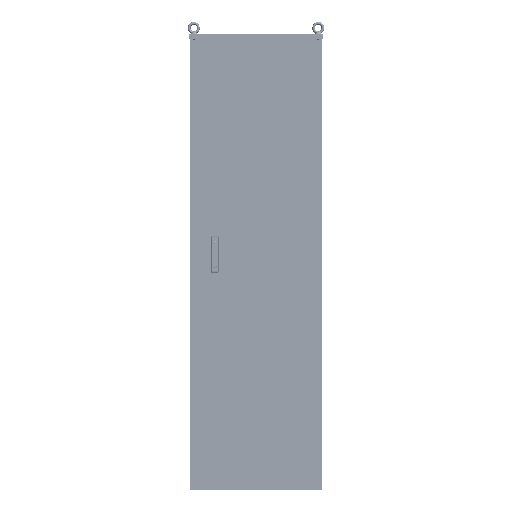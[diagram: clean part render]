
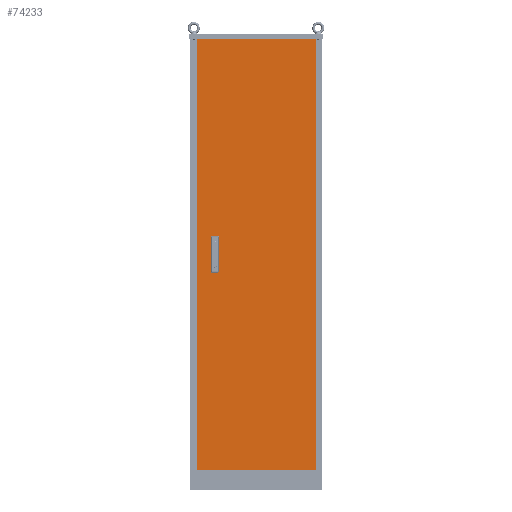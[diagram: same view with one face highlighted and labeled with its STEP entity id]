
A CAD part, top view. The second image highlights one B-rep face of the part: STEP entity #74233.
In plain terms, the highlighted planar face has unit normal (0, 0, 1).
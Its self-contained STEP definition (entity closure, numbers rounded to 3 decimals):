
#4142 = ORIENTED_EDGE ( 'NONE', *, *, #8474, .F. ) ;
#5026 = DIRECTION ( 'NONE',  ( 0., 0., 1. ) ) ;
#5680 = CARTESIAN_POINT ( 'NONE',  ( -471., 75.25, 1.5 ) ) ;
#6597 = LINE ( 'NONE', #70753, #27974 ) ;
#8115 = CARTESIAN_POINT ( 'NONE',  ( -471., 24.75, 1.5 ) ) ;
#8474 = EDGE_CURVE ( 'NONE', #79124, #91169, #72319, .T. ) ;
#8867 = EDGE_CURVE ( 'NONE', #90163, #56260, #20666, .T. ) ;
#11552 = DIRECTION ( 'NONE',  ( 1., 0., 0. ) ) ;
#14520 = CARTESIAN_POINT ( 'NONE',  ( -445.5, -75.25, 1.5 ) ) ;
#16946 = ORIENTED_EDGE ( 'NONE', *, *, #8867, .T. ) ;
#18006 = EDGE_CURVE ( 'NONE', #37983, #68118, #44700, .T. ) ;
#19094 = DIRECTION ( 'NONE',  ( 1., 0., 0. ) ) ;
#19876 = EDGE_LOOP ( 'NONE', ( #88690, #25661, #43219, #16946 ) ) ;
#20666 = LINE ( 'NONE', #82200, #82289 ) ;
#21405 = EDGE_LOOP ( 'NONE', ( #45176, #91825, #88679, #78358 ) ) ;
#22519 = VERTEX_POINT ( 'NONE', #34550 ) ;
#24190 = EDGE_CURVE ( 'NONE', #62043, #22519, #80466, .T. ) ;
#24999 = CARTESIAN_POINT ( 'NONE',  ( -445.5, 75.25, 1.5 ) ) ;
#25661 = ORIENTED_EDGE ( 'NONE', *, *, #59947, .T. ) ;
#25972 = DIRECTION ( 'NONE',  ( -1., 0., 0. ) ) ;
#27974 = VECTOR ( 'NONE', #30677, 1000. ) ;
#28828 = CARTESIAN_POINT ( 'NONE',  ( -471., -24.75, 1.5 ) ) ;
#30009 = VECTOR ( 'NONE', #19094, 1000. ) ;
#30401 = EDGE_LOOP ( 'NONE', ( #58393, #90535, #96861, #4142 ) ) ;
#30677 = DIRECTION ( 'NONE',  ( 0., -1., 0. ) ) ;
#32356 = LINE ( 'NONE', #33055, #51206 ) ;
#33055 = CARTESIAN_POINT ( 'NONE',  ( 0., 978.5, 1.5 ) ) ;
#34550 = CARTESIAN_POINT ( 'NONE',  ( -445.5, 24.75, 1.5 ) ) ;
#35402 = CARTESIAN_POINT ( 'NONE',  ( -445.5, -24.75, 1.5 ) ) ;
#35829 = CARTESIAN_POINT ( 'NONE',  ( -471., -24.75, 1.5 ) ) ;
#37983 = VERTEX_POINT ( 'NONE', #74387 ) ;
#39717 = CARTESIAN_POINT ( 'NONE',  ( -471., 75.25, 1.5 ) ) ;
#40845 = EDGE_CURVE ( 'NONE', #72724, #90163, #32356, .T. ) ;
#41016 = EDGE_CURVE ( 'NONE', #43864, #88217, #44870, .T. ) ;
#42360 = VECTOR ( 'NONE', #11552, 1000. ) ;
#42545 = EDGE_CURVE ( 'NONE', #68118, #62043, #50808, .T. ) ;
#43049 = CARTESIAN_POINT ( 'NONE',  ( -471., 24.75, 1.5 ) ) ;
#43219 = ORIENTED_EDGE ( 'NONE', *, *, #40845, .T. ) ;
#43864 = VERTEX_POINT ( 'NONE', #102090 ) ;
#44498 = VECTOR ( 'NONE', #102393, 1000. ) ;
#44700 = LINE ( 'NONE', #5680, #84904 ) ;
#44870 = LINE ( 'NONE', #75526, #42360 ) ;
#45116 = CARTESIAN_POINT ( 'NONE',  ( -471., 75.25, 1.5 ) ) ;
#45176 = ORIENTED_EDGE ( 'NONE', *, *, #24190, .F. ) ;
#45534 = CARTESIAN_POINT ( 'NONE',  ( 0., 978.5, 1.5 ) ) ;
#47012 = LINE ( 'NONE', #54261, #44498 ) ;
#50808 = LINE ( 'NONE', #45116, #88514 ) ;
#50935 = VECTOR ( 'NONE', #53081, 1000. ) ;
#51087 = CARTESIAN_POINT ( 'NONE',  ( -540., -978.5, 1.5 ) ) ;
#51108 = DIRECTION ( 'NONE',  ( 1., 0., 0. ) ) ;
#51206 = VECTOR ( 'NONE', #97324, 1000. ) ;
#51390 = LINE ( 'NONE', #51087, #30009 ) ;
#53081 = DIRECTION ( 'NONE',  ( -1., 0., 0. ) ) ;
#53155 = DIRECTION ( 'NONE',  ( 0., -1., 0. ) ) ;
#54261 = CARTESIAN_POINT ( 'NONE',  ( -445.5, -75.25, 1.5 ) ) ;
#56260 = VERTEX_POINT ( 'NONE', #66538 ) ;
#56591 = VECTOR ( 'NONE', #51108, 1000. ) ;
#57331 = DIRECTION ( 'NONE',  ( 0., 1., 0. ) ) ;
#58393 = ORIENTED_EDGE ( 'NONE', *, *, #69458, .F. ) ;
#58453 = FACE_BOUND ( 'NONE', #30401, .T. ) ;
#59947 = EDGE_CURVE ( 'NONE', #97158, #72724, #51390, .T. ) ;
#61338 = DIRECTION ( 'NONE',  ( 1., 0., 0. ) ) ;
#61741 = CARTESIAN_POINT ( 'NONE',  ( -540., -978.5, 1.5 ) ) ;
#62043 = VERTEX_POINT ( 'NONE', #8115 ) ;
#66127 = CARTESIAN_POINT ( 'NONE',  ( 0., -978.5, 1.5 ) ) ;
#66538 = CARTESIAN_POINT ( 'NONE',  ( -540., 978.5, 1.5 ) ) ;
#68118 = VERTEX_POINT ( 'NONE', #39717 ) ;
#68843 = LINE ( 'NONE', #73383, #87664 ) ;
#69062 = PLANE ( 'NONE',  #69999 ) ;
#69458 = EDGE_CURVE ( 'NONE', #88217, #79124, #47012, .T. ) ;
#69999 = AXIS2_PLACEMENT_3D ( 'NONE', #101330, #5026, #61338 ) ;
#70753 = CARTESIAN_POINT ( 'NONE',  ( -471., -75.25, 1.5 ) ) ;
#70966 = LINE ( 'NONE', #24999, #87281 ) ;
#72319 = LINE ( 'NONE', #28828, #50935 ) ;
#72724 = VERTEX_POINT ( 'NONE', #66127 ) ;
#73383 = CARTESIAN_POINT ( 'NONE',  ( -540., 978.5, 1.5 ) ) ;
#74233 = ADVANCED_FACE ( 'NONE', ( #103674, #58453, #101133 ), #69062, .T. ) ;
#74387 = CARTESIAN_POINT ( 'NONE',  ( -445.5, 75.25, 1.5 ) ) ;
#75526 = CARTESIAN_POINT ( 'NONE',  ( -471., -75.25, 1.5 ) ) ;
#78358 = ORIENTED_EDGE ( 'NONE', *, *, #99290, .F. ) ;
#79124 = VERTEX_POINT ( 'NONE', #35402 ) ;
#80466 = LINE ( 'NONE', #43049, #56591 ) ;
#82200 = CARTESIAN_POINT ( 'NONE',  ( -540., 978.5, 1.5 ) ) ;
#82289 = VECTOR ( 'NONE', #25972, 1000. ) ;
#82989 = EDGE_CURVE ( 'NONE', #56260, #97158, #68843, .T. ) ;
#84904 = VECTOR ( 'NONE', #85804, 1000. ) ;
#85804 = DIRECTION ( 'NONE',  ( -1., 0., 0. ) ) ;
#87281 = VECTOR ( 'NONE', #57331, 1000. ) ;
#87664 = VECTOR ( 'NONE', #96878, 1000. ) ;
#88217 = VERTEX_POINT ( 'NONE', #14520 ) ;
#88514 = VECTOR ( 'NONE', #53155, 1000. ) ;
#88679 = ORIENTED_EDGE ( 'NONE', *, *, #18006, .F. ) ;
#88690 = ORIENTED_EDGE ( 'NONE', *, *, #82989, .T. ) ;
#90163 = VERTEX_POINT ( 'NONE', #45534 ) ;
#90535 = ORIENTED_EDGE ( 'NONE', *, *, #41016, .F. ) ;
#91169 = VERTEX_POINT ( 'NONE', #35829 ) ;
#91825 = ORIENTED_EDGE ( 'NONE', *, *, #42545, .F. ) ;
#96072 = EDGE_CURVE ( 'NONE', #91169, #43864, #6597, .T. ) ;
#96861 = ORIENTED_EDGE ( 'NONE', *, *, #96072, .F. ) ;
#96878 = DIRECTION ( 'NONE',  ( 0., -1., 0. ) ) ;
#97158 = VERTEX_POINT ( 'NONE', #61741 ) ;
#97324 = DIRECTION ( 'NONE',  ( 0., 1., 0. ) ) ;
#99290 = EDGE_CURVE ( 'NONE', #22519, #37983, #70966, .T. ) ;
#101133 = FACE_OUTER_BOUND ( 'NONE', #19876, .T. ) ;
#101330 = CARTESIAN_POINT ( 'NONE',  ( 0., 0., 1.5 ) ) ;
#102090 = CARTESIAN_POINT ( 'NONE',  ( -471., -75.25, 1.5 ) ) ;
#102393 = DIRECTION ( 'NONE',  ( 0., 1., 0. ) ) ;
#103674 = FACE_BOUND ( 'NONE', #21405, .T. ) ;
